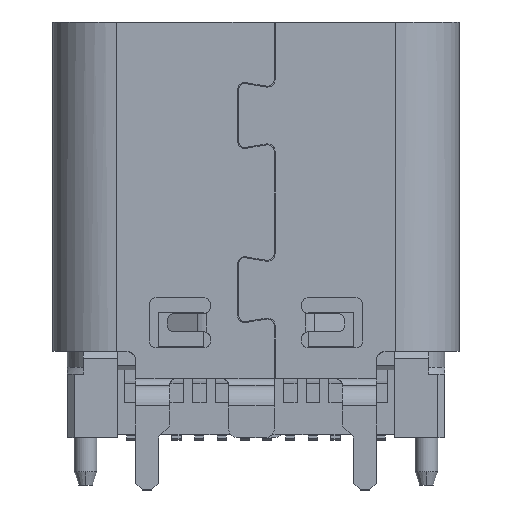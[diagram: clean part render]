
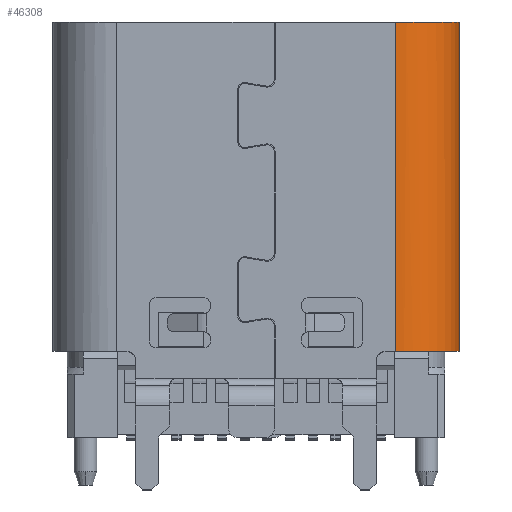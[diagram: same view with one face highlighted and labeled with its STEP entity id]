
A CAD part, front view. The second image highlights one B-rep face of the part: STEP entity #46308.
In plain terms, the highlighted cylindrical face has radius 1.4 mm (diameter 2.8 mm), a partial arc.
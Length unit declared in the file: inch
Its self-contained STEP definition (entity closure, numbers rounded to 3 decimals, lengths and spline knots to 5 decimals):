
#372 = CARTESIAN_POINT ( 'NONE',  ( -2.29626, -0.08805, -1.60604 ) ) ;
#552 = DIRECTION ( 'NONE',  ( 0., 0., 1. ) ) ;
#977 = VERTEX_POINT ( 'NONE', #40896 ) ;
#1060 = FACE_OUTER_BOUND ( 'NONE', #4547, .T. ) ;
#2035 = EDGE_CURVE ( 'NONE', #6633, #977, #40827, .T. ) ;
#4055 = CIRCLE ( 'NONE', #11588, 0.05512 ) ;
#4547 = EDGE_LOOP ( 'NONE', ( #38646, #39873, #11492, #23093, #19848 ) ) ;
#4672 = CARTESIAN_POINT ( 'NONE',  ( -2.29626, -0.08805, -1.89147 ) ) ;
#4722 = VECTOR ( 'NONE', #19994, 39.37008 ) ;
#5077 = CARTESIAN_POINT ( 'NONE',  ( -2.29626, -0.08805, -1.89726 ) ) ;
#6476 = CIRCLE ( 'NONE', #14061, 0.05512 ) ;
#6633 = VERTEX_POINT ( 'NONE', #40895 ) ;
#7580 = AXIS2_PLACEMENT_3D ( 'NONE', #4672, #30004, #12959 ) ;
#8153 = DIRECTION ( 'NONE',  ( -1., 0., 0. ) ) ;
#8413 = EDGE_CURVE ( 'NONE', #46248, #16227, #6476, .T. ) ;
#9304 = VERTEX_POINT ( 'NONE', #12500 ) ;
#10495 = EDGE_CURVE ( 'NONE', #46248, #9304, #41959, .T. ) ;
#11153 = CARTESIAN_POINT ( 'NONE',  ( -2.29626, -0.14316, -1.60604 ) ) ;
#11492 = ORIENTED_EDGE ( 'NONE', *, *, #8413, .T. ) ;
#11588 = AXIS2_PLACEMENT_3D ( 'NONE', #25174, #552, #14971 ) ;
#11706 = CYLINDRICAL_SURFACE ( 'NONE', #14315, 0.05512 ) ;
#12500 = CARTESIAN_POINT ( 'NONE',  ( -2.24114, -0.08805, -1.89147 ) ) ;
#12959 = DIRECTION ( 'NONE',  ( 0., -1., 0. ) ) ;
#14061 = AXIS2_PLACEMENT_3D ( 'NONE', #372, #14802, #29460 ) ;
#14315 = AXIS2_PLACEMENT_3D ( 'NONE', #5077, #40811, #8153 ) ;
#14802 = DIRECTION ( 'NONE',  ( 0., 0., -1. ) ) ;
#14971 = DIRECTION ( 'NONE',  ( 0.521, -0.853, 0. ) ) ;
#16227 = VERTEX_POINT ( 'NONE', #11153 ) ;
#18125 = VECTOR ( 'NONE', #37703, 39.37008 ) ;
#18363 = CARTESIAN_POINT ( 'NONE',  ( -2.24114, -0.08805, -1.60604 ) ) ;
#19848 = ORIENTED_EDGE ( 'NONE', *, *, #2035, .T. ) ;
#19994 = DIRECTION ( 'NONE',  ( 0., 0., 1. ) ) ;
#23093 = ORIENTED_EDGE ( 'NONE', *, *, #37278, .F. ) ;
#25174 = CARTESIAN_POINT ( 'NONE',  ( -2.29626, -0.08805, -1.89147 ) ) ;
#26846 = LINE ( 'NONE', #41998, #4722 ) ;
#27968 = CARTESIAN_POINT ( 'NONE',  ( -2.24114, -0.08805, -1.60604 ) ) ;
#29460 = DIRECTION ( 'NONE',  ( 1., 0., 0. ) ) ;
#30004 = DIRECTION ( 'NONE',  ( 0., 0., 1. ) ) ;
#37278 = EDGE_CURVE ( 'NONE', #6633, #16227, #26846, .T. ) ;
#37703 = DIRECTION ( 'NONE',  ( 0., 0., -1. ) ) ;
#38339 = EDGE_CURVE ( 'NONE', #977, #9304, #4055, .T. ) ;
#38646 = ORIENTED_EDGE ( 'NONE', *, *, #38339, .T. ) ;
#39873 = ORIENTED_EDGE ( 'NONE', *, *, #10495, .F. ) ;
#40811 = DIRECTION ( 'NONE',  ( 0., 0., 1. ) ) ;
#40827 = CIRCLE ( 'NONE', #7580, 0.05512 ) ;
#40895 = CARTESIAN_POINT ( 'NONE',  ( -2.29626, -0.14316, -1.89147 ) ) ;
#40896 = CARTESIAN_POINT ( 'NONE',  ( -2.26752, -0.13508, -1.89147 ) ) ;
#41959 = LINE ( 'NONE', #27968, #18125 ) ;
#41998 = CARTESIAN_POINT ( 'NONE',  ( -2.29626, -0.14316, -1.89147 ) ) ;
#46248 = VERTEX_POINT ( 'NONE', #18363 ) ;
#46308 = ADVANCED_FACE ( 'NONE', ( #1060 ), #11706, .T. ) ;
